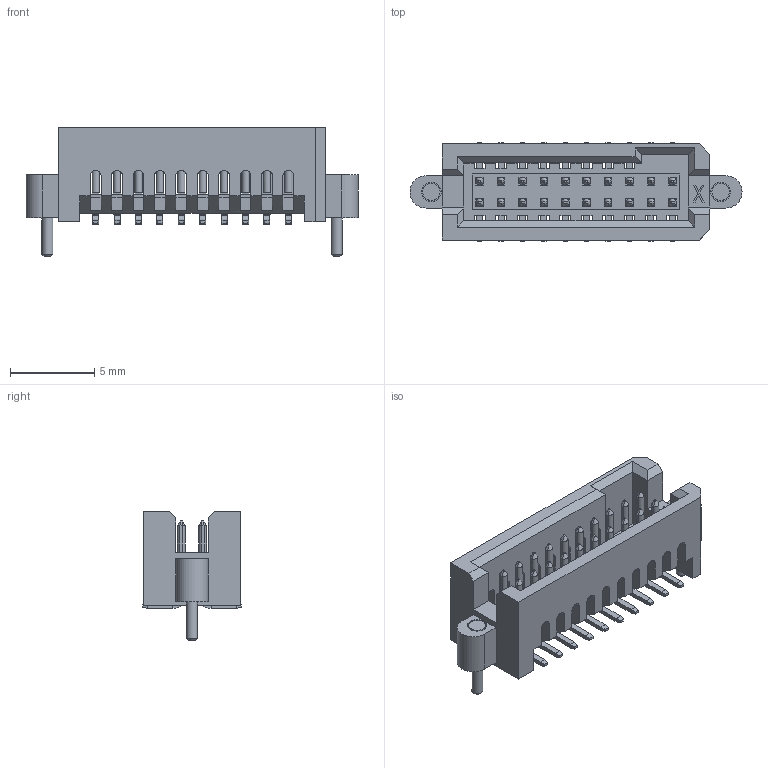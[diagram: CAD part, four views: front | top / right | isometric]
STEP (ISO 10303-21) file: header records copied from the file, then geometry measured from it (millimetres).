
FILE_DESCRIPTION( ('This file contains a STEP AP42 implementation' ,'as created by ZW3D STEP Interface translator.') ,'2;1' );
FILE_NAME( '3601-P020-E11MXXR01.stp' ,'24 415.17 729', (''), ('ZWCAD Software Co.'), 'Version 1.0', 'ZW3D to STEP translator', '' );
FILE_SCHEMA(('AUTOMOTIVE_DESIGN { 1 0 10303 214 1 1 1 1 }'));
Length unit declared in the file: millimetre
Products named in the file (2): 0; 3601-P020-E11MXXR01
Bounding box: 19.69 x 5.84 x 7.65 mm (x, y, z)
Volume: 240.8 mm3; surface area: 802.5 mm2
Topology: 1 solids, 9 shells, 1162 faces, 2847 edges, 1716 vertices
Faces by surface type: plane 874, cylinder 200, bspline 80, cone 4, torus 4
Full cylindrical faces by diameter (mm): 0.5 x2, 0.66 x4, 0.82 x4, 1.02 x2, 1.16 x2
Entity records: 35969 total; most frequent: CARTESIAN_POINT 8190, ORIENTED_EDGE 5698, DIRECTION 5097, EDGE_CURVE 2847, VECTOR 2263, LINE 2263, VERTEX_POINT 1716, AXIS2_PLACEMENT_3D 1417
